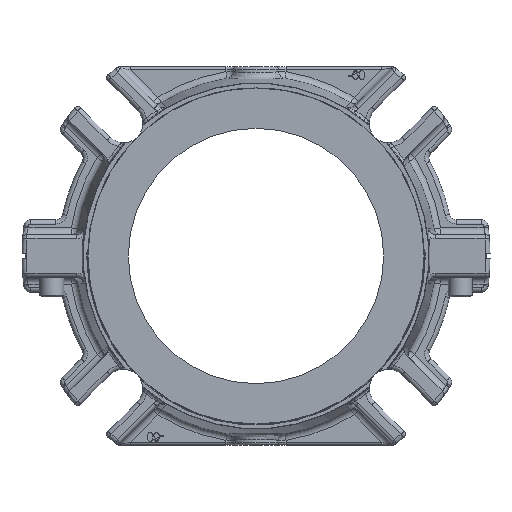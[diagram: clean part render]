
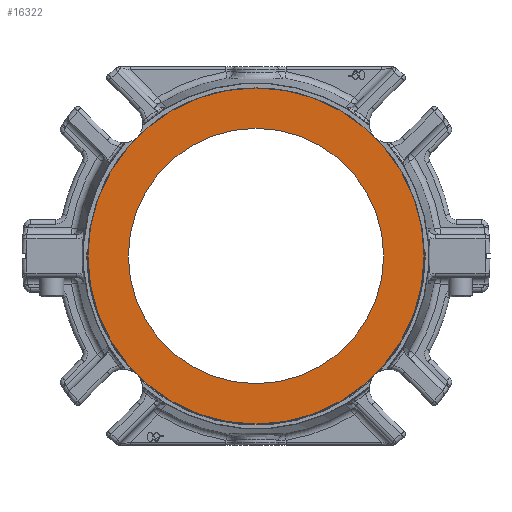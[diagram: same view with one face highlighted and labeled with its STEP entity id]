
A CAD part, front view. The second image highlights one B-rep face of the part: STEP entity #16322.
In plain terms, the highlighted planar face has unit normal (0, -1, 0).
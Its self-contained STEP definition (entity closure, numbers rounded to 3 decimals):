
#7778=ORIENTED_EDGE('',*,*,#10409,.F.);
#7779=ORIENTED_EDGE('',*,*,#10408,.T.);
#10408=EDGE_CURVE('',#11976,#11976,#13073,.T.);
#10409=EDGE_CURVE('',#11977,#11977,#13074,.T.);
#11976=VERTEX_POINT('',#32543);
#11977=VERTEX_POINT('',#32546);
#13073=CIRCLE('',#18249,125.413);
#13074=CIRCLE('',#18251,95.25);
#14072=EDGE_LOOP('',(#7778));
#14073=EDGE_LOOP('',(#7779));
#15107=FACE_BOUND('',#14072,.T.);
#15108=FACE_BOUND('',#14073,.T.);
#15363=PLANE('',#18250);
#16322=ADVANCED_FACE('',(#15107,#15108),#15363,.T.);
#18249=AXIS2_PLACEMENT_3D('',#32542,#22765,#22766);
#18250=AXIS2_PLACEMENT_3D('',#32544,#22767,#22768);
#18251=AXIS2_PLACEMENT_3D('',#32545,#22769,#22770);
#22765=DIRECTION('',(0.,-1.,0.));
#22766=DIRECTION('',(-1.,0.,0.));
#22767=DIRECTION('',(0.,-1.,0.));
#22768=DIRECTION('',(-1.,0.,0.));
#22769=DIRECTION('',(0.,-1.,0.));
#22770=DIRECTION('',(1.,0.,0.));
#32542=CARTESIAN_POINT('',(0.,-8.985,0.));
#32543=CARTESIAN_POINT('',(-125.413,-8.985,0.));
#32544=CARTESIAN_POINT('',(112.713,-8.985,0.));
#32545=CARTESIAN_POINT('',(0.,-8.985,0.));
#32546=CARTESIAN_POINT('',(95.25,-8.985,0.));
